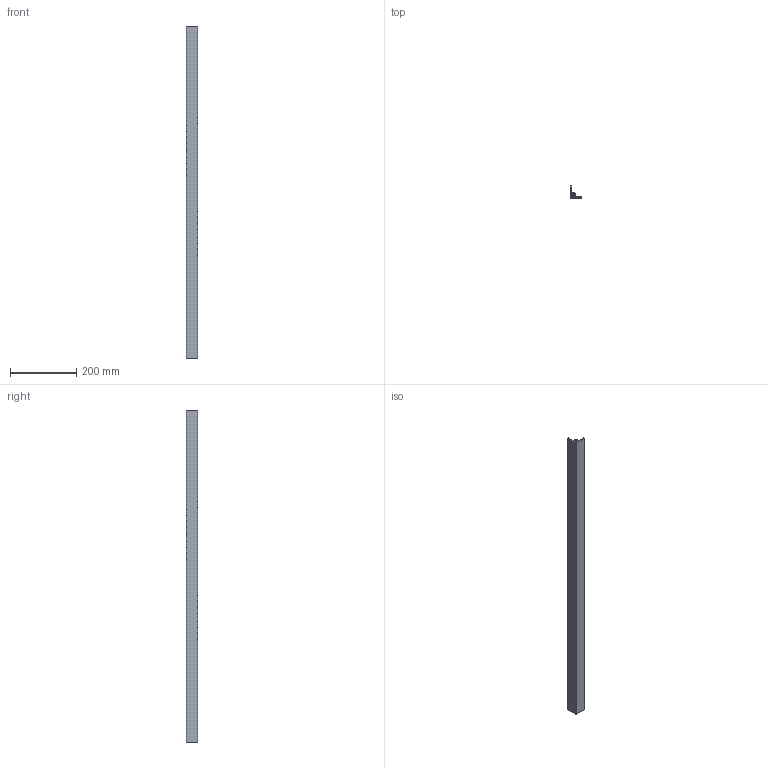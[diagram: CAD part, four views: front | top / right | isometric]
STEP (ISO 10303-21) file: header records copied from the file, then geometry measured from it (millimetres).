
FILE_DESCRIPTION (( 'STEP AP214' ), '1' );
FILE_NAME ('3535S4 Ïðîôèëü àëþìèíèåâûé (óãîëîê) 35õ35õ4 (Àí. ñåðåáðî).STEP', '2023-09-27T12:27:49', ( '' ), ( '' ), 'SwSTEP 2.0', 'SolidWorks 2022', '' );
FILE_SCHEMA (( 'AUTOMOTIVE_DESIGN' ));
Length unit declared in the file: millimetre
Products named in the file (1): 3535S4 Профиль алюминиевый (уголок) 35х35х4 (Ан. серебро)
Bounding box: 35 x 35 x 1000 mm (x, y, z)
Volume: 326118.6 mm3; surface area: 180964 mm2
Topology: 1 solids, 1 shells, 29 faces, 81 edges, 54 vertices
Faces by surface type: cylinder 17, plane 12
Entity records: 987 total; most frequent: DIRECTION 175, CARTESIAN_POINT 165, ORIENTED_EDGE 162, EDGE_CURVE 81, AXIS2_PLACEMENT_3D 64, VERTEX_POINT 54, LINE 47, VECTOR 47
